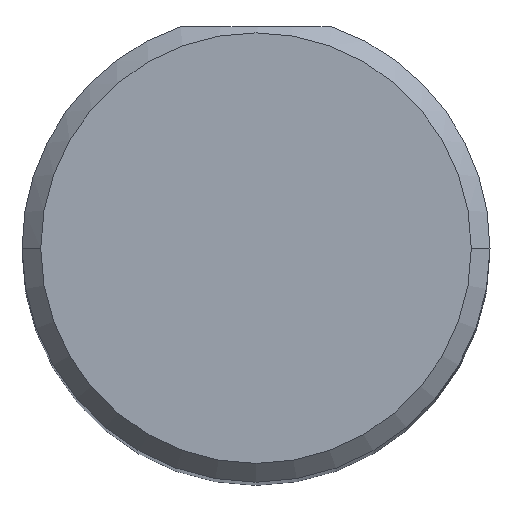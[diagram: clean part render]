
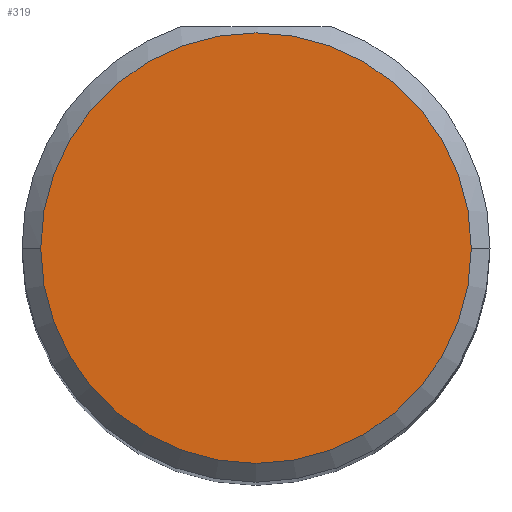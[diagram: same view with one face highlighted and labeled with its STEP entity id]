
A CAD part, top view. The second image highlights one B-rep face of the part: STEP entity #319.
In plain terms, the highlighted planar face has unit normal (0, 0, 1).
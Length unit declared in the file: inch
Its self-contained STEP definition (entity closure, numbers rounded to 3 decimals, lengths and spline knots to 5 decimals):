
#67 = VERTEX_POINT ( 'NONE', #811 ) ;
#71 = AXIS2_PLACEMENT_3D ( 'NONE', #788, #190, #1037 ) ;
#190 = DIRECTION ( 'NONE',  ( 0., 0., 1. ) ) ;
#199 = CIRCLE ( 'NONE', #946, 0.1725 ) ;
#207 = EDGE_CURVE ( 'NONE', #646, #67, #495, .T. ) ;
#290 = EDGE_LOOP ( 'NONE', ( #293, #886 ) ) ;
#293 = ORIENTED_EDGE ( 'NONE', *, *, #207, .T. ) ;
#308 = FACE_OUTER_BOUND ( 'NONE', #290, .T. ) ;
#319 = ADVANCED_FACE ( 'NONE', ( #308 ), #556, .T. ) ;
#348 = AXIS2_PLACEMENT_3D ( 'NONE', #1251, #1152, #922 ) ;
#412 = EDGE_CURVE ( 'NONE', #67, #646, #199, .T. ) ;
#495 = CIRCLE ( 'NONE', #348, 0.1725 ) ;
#556 = PLANE ( 'NONE',  #71 ) ;
#646 = VERTEX_POINT ( 'NONE', #980 ) ;
#788 = CARTESIAN_POINT ( 'NONE',  ( 0., 0., 2.5 ) ) ;
#811 = CARTESIAN_POINT ( 'NONE',  ( 0.1725, 0., 2.5 ) ) ;
#886 = ORIENTED_EDGE ( 'NONE', *, *, #412, .T. ) ;
#922 = DIRECTION ( 'NONE',  ( 1., 0., 0. ) ) ;
#946 = AXIS2_PLACEMENT_3D ( 'NONE', #1308, #1517, #961 ) ;
#961 = DIRECTION ( 'NONE',  ( 1., 0., 0. ) ) ;
#980 = CARTESIAN_POINT ( 'NONE',  ( -0.1725, 0., 2.5 ) ) ;
#1037 = DIRECTION ( 'NONE',  ( 1., 0., 0. ) ) ;
#1152 = DIRECTION ( 'NONE',  ( 0., 0., 1. ) ) ;
#1251 = CARTESIAN_POINT ( 'NONE',  ( 0., 0., 2.5 ) ) ;
#1308 = CARTESIAN_POINT ( 'NONE',  ( 0., 0., 2.5 ) ) ;
#1517 = DIRECTION ( 'NONE',  ( 0., 0., 1. ) ) ;
